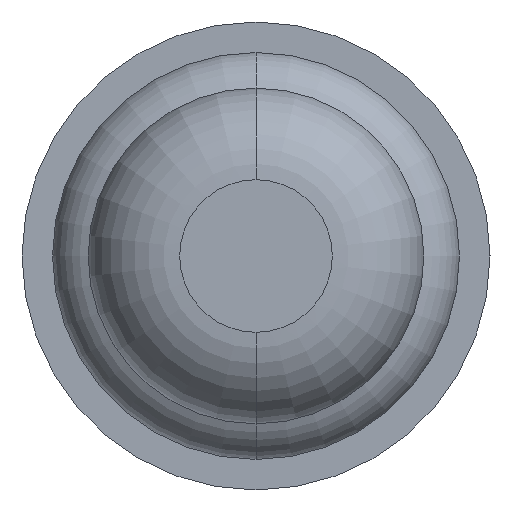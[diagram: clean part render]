
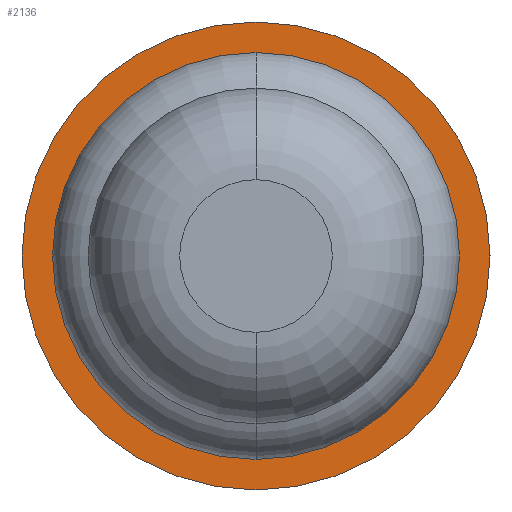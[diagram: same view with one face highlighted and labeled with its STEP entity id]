
A CAD part, front view. The second image highlights one B-rep face of the part: STEP entity #2136.
In plain terms, the highlighted planar face has unit normal (0, -1, 0).
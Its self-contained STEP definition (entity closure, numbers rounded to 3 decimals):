
#202 = AXIS2_PLACEMENT_3D ( 'NONE', #2185, #792, #1324 ) ;
#320 = CIRCLE ( 'NONE', #2858, 1.15 ) ;
#352 = ORIENTED_EDGE ( 'NONE', *, *, #1926, .T. ) ;
#379 = CARTESIAN_POINT ( 'NONE',  ( 0., 5.3, -1.15 ) ) ;
#381 = CIRCLE ( 'NONE', #1693, 0.5 ) ;
#402 = VERTEX_POINT ( 'NONE', #379 ) ;
#413 = DIRECTION ( 'NONE',  ( 0., 1., 0. ) ) ;
#415 = CARTESIAN_POINT ( 'NONE',  ( 0., 5.3, 0. ) ) ;
#451 = VERTEX_POINT ( 'NONE', #2398 ) ;
#470 = EDGE_CURVE ( 'Defeature ausgef�hrt4_10+Defeature ausgef�hrt4_11+Defeature ausgef�hrt4_11+Defeature ausgef�hrt4_11', #451, #402, #2619, .T. ) ;
#554 = AXIS2_PLACEMENT_3D ( 'NONE', #1196, #927, #677 ) ;
#677 = DIRECTION ( 'NONE',  ( 0., 0., 1. ) ) ;
#752 = VERTEX_POINT ( 'NONE', #1103 ) ;
#792 = DIRECTION ( 'NONE',  ( 0., -1., 0. ) ) ;
#927 = DIRECTION ( 'NONE',  ( 0., 1., 0. ) ) ;
#1103 = CARTESIAN_POINT ( 'NONE',  ( 0., 5.3, -0.5 ) ) ;
#1160 = CARTESIAN_POINT ( 'NONE',  ( 0., 5.3, 0. ) ) ;
#1196 = CARTESIAN_POINT ( 'NONE',  ( 0., 5.3, 0. ) ) ;
#1267 = EDGE_LOOP ( 'NONE', ( #352, #1946 ) ) ;
#1324 = DIRECTION ( 'NONE',  ( 0., 0., -1. ) ) ;
#1404 = VERTEX_POINT ( 'NONE', #3568 ) ;
#1442 = ORIENTED_EDGE ( 'NONE', *, *, #2411, .F. ) ;
#1686 = FACE_BOUND ( 'NONE', #1267, .T. ) ;
#1693 = AXIS2_PLACEMENT_3D ( 'NONE', #415, #3006, #2698 ) ;
#1700 = EDGE_LOOP ( 'NONE', ( #2434, #1442 ) ) ;
#1926 = EDGE_CURVE ( 'Defeature ausgef�hrt4_11+Defeature ausgef�hrt4_9+Defeature ausgef�hrt4_9+Defeature ausgef�hrt4_9', #1404, #752, #3600, .T. ) ;
#1946 = ORIENTED_EDGE ( 'NONE', *, *, #3616, .T. ) ;
#2031 = DIRECTION ( 'NONE',  ( 0., 0., 1. ) ) ;
#2136 = ADVANCED_FACE ( 'Defeature ausgef�hrt4_11', ( #1686, #2943 ), #3610, .T. ) ;
#2185 = CARTESIAN_POINT ( 'NONE',  ( -1.15, 5.3, 0. ) ) ;
#2398 = CARTESIAN_POINT ( 'NONE',  ( 0., 5.3, 1.15 ) ) ;
#2411 = EDGE_CURVE ( 'Defeature ausgef�hrt4_10+Defeature ausgef�hrt4_11+Defeature ausgef�hrt4_11+Defeature ausgef�hrt4_11', #402, #451, #320, .T. ) ;
#2414 = AXIS2_PLACEMENT_3D ( 'NONE', #2918, #413, #2903 ) ;
#2434 = ORIENTED_EDGE ( 'NONE', *, *, #470, .F. ) ;
#2619 = CIRCLE ( 'NONE', #554, 1.15 ) ;
#2698 = DIRECTION ( 'NONE',  ( 0., 0., 1. ) ) ;
#2858 = AXIS2_PLACEMENT_3D ( 'NONE', #1160, #3440, #2031 ) ;
#2903 = DIRECTION ( 'NONE',  ( 0., 0., 1. ) ) ;
#2918 = CARTESIAN_POINT ( 'NONE',  ( 0., 5.3, 0. ) ) ;
#2943 = FACE_OUTER_BOUND ( 'NONE', #1700, .T. ) ;
#3006 = DIRECTION ( 'NONE',  ( 0., 1., 0. ) ) ;
#3440 = DIRECTION ( 'NONE',  ( 0., 1., 0. ) ) ;
#3568 = CARTESIAN_POINT ( 'NONE',  ( 0., 5.3, 0.5 ) ) ;
#3600 = CIRCLE ( 'NONE', #2414, 0.5 ) ;
#3610 = PLANE ( 'NONE',  #202 ) ;
#3616 = EDGE_CURVE ( 'Defeature ausgef�hrt4_11+Defeature ausgef�hrt4_9+Defeature ausgef�hrt4_9+Defeature ausgef�hrt4_9', #752, #1404, #381, .T. ) ;
